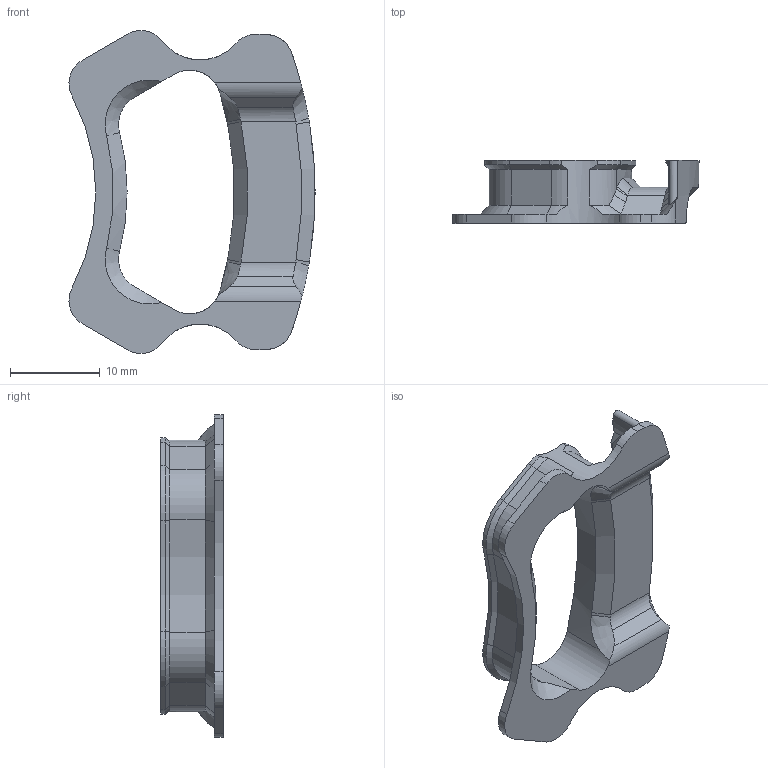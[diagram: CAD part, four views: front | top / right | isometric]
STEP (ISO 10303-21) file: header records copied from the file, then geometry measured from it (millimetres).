
FILE_DESCRIPTION(/* description */ (''),/* implementation_level */ '2;1');
FILE_NAME(/* name */ 'TPU WIre Guards.step',/* time_stamp */ '2025-09-22T16:07:13-04:00',/* author */ (''),/* organization */ (''),/* preprocessor_version */ 'ST-DEVELOPER v20.1',/* originating_system */ 'Autodesk Translation Framework v14.17.0.0',/* authorisation */ '');
FILE_SCHEMA (('AUTOMOTIVE_DESIGN { 1 0 10303 214 3 1 1 }'));
Length unit declared in the file: millimetre
Products named in the file (2): TPU WIre Guards; thin wire gaurd
Assembly tree (1 placements, depth 2):
  TPU WIre Guards
    thin wire gaurd
Bounding box: 27.5 x 7 x 36.07 mm (x, y, z)
Volume: 1421.8 mm3; surface area: 2248.7 mm2
Topology: 1 solids, 1 shells, 129 faces, 342 edges, 214 vertices
Faces by surface type: cylinder 48, plane 28, bspline 28, cone 25
Entity records: 4789 total; most frequent: CARTESIAN_POINT 1706, ORIENTED_EDGE 684, DIRECTION 580, EDGE_CURVE 342, AXIS2_PLACEMENT_3D 220, VERTEX_POINT 214, LINE 140, VECTOR 140
